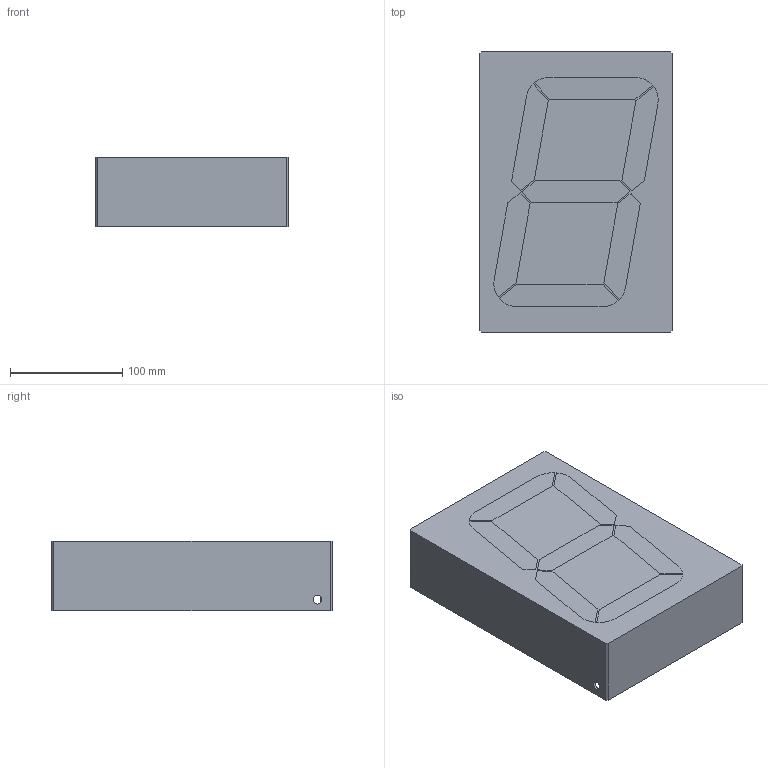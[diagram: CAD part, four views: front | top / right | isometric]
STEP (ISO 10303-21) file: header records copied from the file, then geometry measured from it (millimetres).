
FILE_DESCRIPTION(/* description */ (''),/* implementation_level */ '2;1');
FILE_NAME(/* name */ 'Segment 250mm v36.step',/* time_stamp */ '2025-07-06T12:52:19-04:00',/* author */ (''),/* organization */ (''),/* preprocessor_version */ 'ST-DEVELOPER v20.1',/* originating_system */ 'Autodesk Translation Framework v14.10.0.0',/* authorisation */ '');
FILE_SCHEMA (('AUTOMOTIVE_DESIGN { 1 0 10303 214 3 1 1 }'));
Length unit declared in the file: millimetre
Products named in the file (1): Segment 250mm
Bounding box: 172 x 250 x 62 mm (x, y, z)
Volume: 284211.6 mm3; surface area: 293105.9 mm2
Topology: 8 solids, 8 shells, 909 faces, 2383 edges, 1524 vertices
Faces by surface type: plane 405, bspline 251, cylinder 155, cone 76, sphere 14, torus 8
Full cylindrical faces by diameter (mm): 8 x2, 9 x21, 12.5 x21, 14 x21, 16.7 x1, 17 x20
Entity records: 32753 total; most frequent: CARTESIAN_POINT 11393, ORIENTED_EDGE 4766, DIRECTION 3908, EDGE_CURVE 2383, VERTEX_POINT 1524, AXIS2_PLACEMENT_3D 1351, LINE 1206, VECTOR 1206
